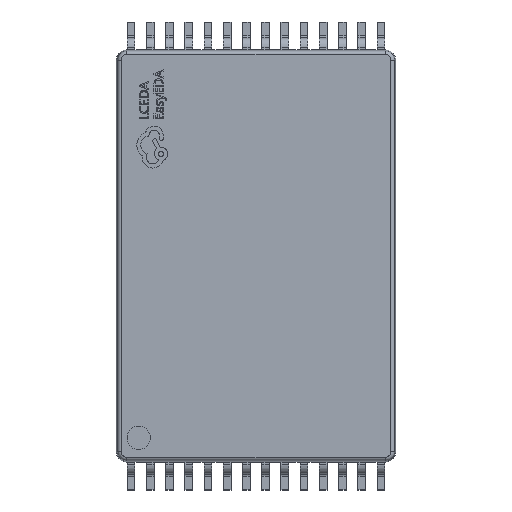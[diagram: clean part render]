
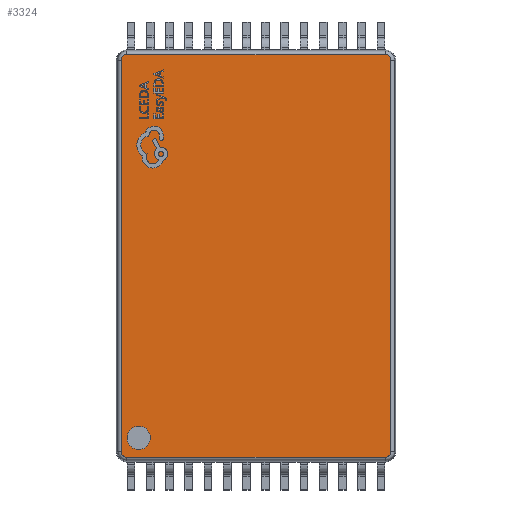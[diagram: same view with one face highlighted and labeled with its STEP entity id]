
A CAD part, top view. The second image highlights one B-rep face of the part: STEP entity #3324.
In plain terms, the highlighted planar face has unit normal (0, 0, 1).
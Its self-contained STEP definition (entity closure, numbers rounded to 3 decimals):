
#21 = EDGE_CURVE ( 'NONE', #9184, #7560, #14759, .T. ) ;
#164 = AXIS2_PLACEMENT_3D ( 'NONE', #26789, #1121, #8186 ) ;
#240 = CARTESIAN_POINT ( 'NONE',  ( 3.7, 5.765, 0.5 ) ) ;
#893 = ORIENTED_EDGE ( 'NONE', *, *, #20826, .T. ) ;
#1121 = DIRECTION ( 'NONE',  ( 0., 0., 1. ) ) ;
#1194 = CARTESIAN_POINT ( 'NONE',  ( 3.7, 5.6, 0.5 ) ) ;
#2252 = ORIENTED_EDGE ( 'NONE', *, *, #7196, .F. ) ;
#2338 = VERTEX_POINT ( 'NONE', #22820 ) ;
#2444 = ORIENTED_EDGE ( 'NONE', *, *, #26777, .T. ) ;
#2677 = ORIENTED_EDGE ( 'NONE', *, *, #6130, .T. ) ;
#3013 = AXIS2_PLACEMENT_3D ( 'NONE', #20514, #20352, #12757 ) ;
#3324 = ADVANCED_FACE ( 'NONE', ( #19266, #9105 ), #8761, .F. ) ;
#3628 = CIRCLE ( 'NONE', #7922, 0.335 ) ;
#3908 = DIRECTION ( 'NONE',  ( -1., 0., 0. ) ) ;
#4629 = CARTESIAN_POINT ( 'NONE',  ( -3.865, 5.6, 0.5 ) ) ;
#4650 = CARTESIAN_POINT ( 'NONE',  ( 3.7, -5.765, 0.5 ) ) ;
#4663 = CIRCLE ( 'NONE', #3013, 0.335 ) ;
#4727 = CARTESIAN_POINT ( 'NONE',  ( 3.865, -5.6, 0.5 ) ) ;
#5110 = VERTEX_POINT ( 'NONE', #21361 ) ;
#6130 = EDGE_CURVE ( 'NONE', #12199, #5110, #10863, .T. ) ;
#6212 = CARTESIAN_POINT ( 'NONE',  ( -3.358, -5.211, 0.5 ) ) ;
#6341 = VERTEX_POINT ( 'NONE', #4650 ) ;
#7196 = EDGE_CURVE ( 'NONE', #16786, #8412, #3628, .T. ) ;
#7362 = ORIENTED_EDGE ( 'NONE', *, *, #8526, .T. ) ;
#7560 = VERTEX_POINT ( 'NONE', #9114 ) ;
#7922 = AXIS2_PLACEMENT_3D ( 'NONE', #6212, #18680, #16501 ) ;
#8186 = DIRECTION ( 'NONE',  ( -1., 0., 0. ) ) ;
#8412 = VERTEX_POINT ( 'NONE', #25734 ) ;
#8507 = DIRECTION ( 'NONE',  ( 0., 0., 1. ) ) ;
#8526 = EDGE_CURVE ( 'NONE', #27318, #17311, #8619, .T. ) ;
#8619 = LINE ( 'NONE', #24515, #26834 ) ;
#8761 = PLANE ( 'NONE',  #29267 ) ;
#9105 = FACE_OUTER_BOUND ( 'NONE', #13436, .T. ) ;
#9114 = CARTESIAN_POINT ( 'NONE',  ( -3.865, -5.6, 0.5 ) ) ;
#9184 = VERTEX_POINT ( 'NONE', #22155 ) ;
#9291 = CARTESIAN_POINT ( 'NONE',  ( 3.7, -5.6, 0.5 ) ) ;
#9623 = DIRECTION ( 'NONE',  ( 0., 0., 1. ) ) ;
#9876 = CARTESIAN_POINT ( 'NONE',  ( 3.7, 5.765, 0.5 ) ) ;
#10140 = DIRECTION ( 'NONE',  ( -1., 0., 0. ) ) ;
#10168 = VECTOR ( 'NONE', #18316, 1000. ) ;
#10863 = LINE ( 'NONE', #240, #10168 ) ;
#11486 = DIRECTION ( 'NONE',  ( 0., 0., -1. ) ) ;
#12191 = CARTESIAN_POINT ( 'NONE',  ( 3.7, 5.6, 0.5 ) ) ;
#12199 = VERTEX_POINT ( 'NONE', #9876 ) ;
#12498 = ORIENTED_EDGE ( 'NONE', *, *, #21, .T. ) ;
#12757 = DIRECTION ( 'NONE',  ( 1., 0., 0. ) ) ;
#12766 = EDGE_LOOP ( 'NONE', ( #13783, #2252 ) ) ;
#13436 = EDGE_LOOP ( 'NONE', ( #21965, #7362, #893, #2677, #29224, #12498, #2444, #31740 ) ) ;
#13783 = ORIENTED_EDGE ( 'NONE', *, *, #23223, .F. ) ;
#14225 = DIRECTION ( 'NONE',  ( 0., 1., 0. ) ) ;
#14672 = AXIS2_PLACEMENT_3D ( 'NONE', #9291, #31801, #19639 ) ;
#14759 = LINE ( 'NONE', #4629, #18111 ) ;
#16114 = CIRCLE ( 'NONE', #27422, 0.165 ) ;
#16501 = DIRECTION ( 'NONE',  ( 1., 0., 0. ) ) ;
#16786 = VERTEX_POINT ( 'NONE', #16994 ) ;
#16994 = CARTESIAN_POINT ( 'NONE',  ( -3.693, -5.211, 0.5 ) ) ;
#17036 = EDGE_CURVE ( 'NONE', #5110, #9184, #17502, .T. ) ;
#17311 = VERTEX_POINT ( 'NONE', #31231 ) ;
#17502 = CIRCLE ( 'NONE', #18539, 0.165 ) ;
#18111 = VECTOR ( 'NONE', #25537, 1000. ) ;
#18316 = DIRECTION ( 'NONE',  ( -1., 0., 0. ) ) ;
#18539 = AXIS2_PLACEMENT_3D ( 'NONE', #31653, #8507, #31466 ) ;
#18680 = DIRECTION ( 'NONE',  ( 0., 0., 1. ) ) ;
#18944 = CIRCLE ( 'NONE', #14672, 0.165 ) ;
#19266 = FACE_BOUND ( 'NONE', #12766, .T. ) ;
#19639 = DIRECTION ( 'NONE',  ( -1., 0., 0. ) ) ;
#20352 = DIRECTION ( 'NONE',  ( 0., 0., 1. ) ) ;
#20514 = CARTESIAN_POINT ( 'NONE',  ( -3.358, -5.211, 0.5 ) ) ;
#20826 = EDGE_CURVE ( 'NONE', #17311, #12199, #16114, .T. ) ;
#21361 = CARTESIAN_POINT ( 'NONE',  ( -3.7, 5.765, 0.5 ) ) ;
#21965 = ORIENTED_EDGE ( 'NONE', *, *, #30451, .T. ) ;
#22155 = CARTESIAN_POINT ( 'NONE',  ( -3.865, 5.6, 0.5 ) ) ;
#22300 = EDGE_CURVE ( 'NONE', #2338, #6341, #31658, .T. ) ;
#22820 = CARTESIAN_POINT ( 'NONE',  ( -3.7, -5.765, 0.5 ) ) ;
#23223 = EDGE_CURVE ( 'NONE', #8412, #16786, #4663, .T. ) ;
#24515 = CARTESIAN_POINT ( 'NONE',  ( 3.865, 5.6, 0.5 ) ) ;
#25537 = DIRECTION ( 'NONE',  ( 0., -1., 0. ) ) ;
#25734 = CARTESIAN_POINT ( 'NONE',  ( -3.023, -5.211, 0.5 ) ) ;
#26777 = EDGE_CURVE ( 'NONE', #7560, #2338, #30339, .T. ) ;
#26789 = CARTESIAN_POINT ( 'NONE',  ( -3.7, -5.6, 0.5 ) ) ;
#26834 = VECTOR ( 'NONE', #14225, 1000. ) ;
#27318 = VERTEX_POINT ( 'NONE', #4727 ) ;
#27422 = AXIS2_PLACEMENT_3D ( 'NONE', #12191, #9623, #10140 ) ;
#29125 = CARTESIAN_POINT ( 'NONE',  ( 3.7, -5.765, 0.5 ) ) ;
#29224 = ORIENTED_EDGE ( 'NONE', *, *, #17036, .T. ) ;
#29267 = AXIS2_PLACEMENT_3D ( 'NONE', #1194, #11486, #3908 ) ;
#29626 = DIRECTION ( 'NONE',  ( 1., 0., 0. ) ) ;
#30339 = CIRCLE ( 'NONE', #164, 0.165 ) ;
#30451 = EDGE_CURVE ( 'NONE', #6341, #27318, #18944, .T. ) ;
#31231 = CARTESIAN_POINT ( 'NONE',  ( 3.865, 5.6, 0.5 ) ) ;
#31438 = VECTOR ( 'NONE', #29626, 1000. ) ;
#31466 = DIRECTION ( 'NONE',  ( -1., 0., 0. ) ) ;
#31653 = CARTESIAN_POINT ( 'NONE',  ( -3.7, 5.6, 0.5 ) ) ;
#31658 = LINE ( 'NONE', #29125, #31438 ) ;
#31740 = ORIENTED_EDGE ( 'NONE', *, *, #22300, .T. ) ;
#31801 = DIRECTION ( 'NONE',  ( 0., 0., 1. ) ) ;
